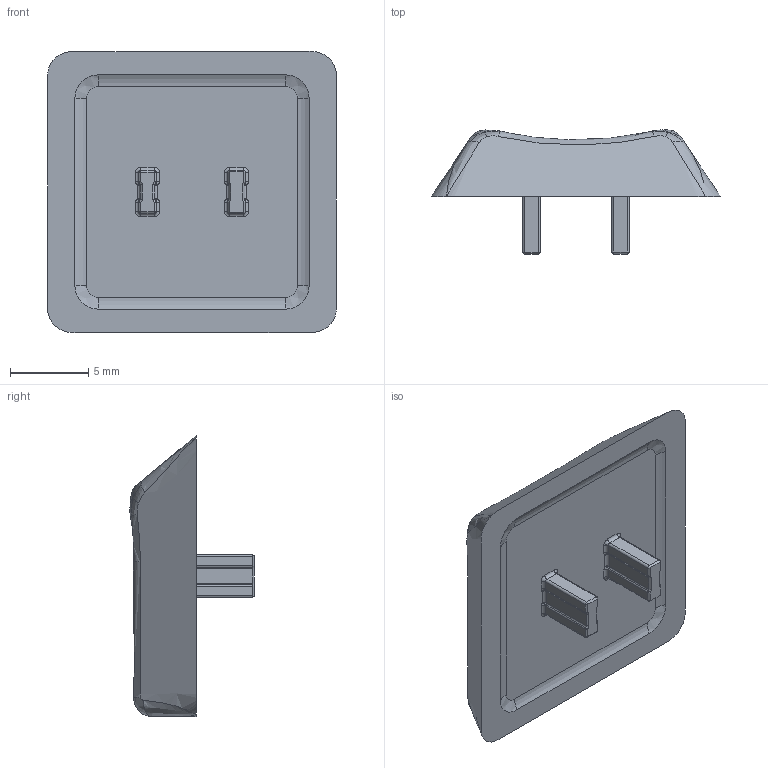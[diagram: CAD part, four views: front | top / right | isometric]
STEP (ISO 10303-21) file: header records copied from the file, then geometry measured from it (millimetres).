
FILE_DESCRIPTION(/* description */ (''),/* implementation_level */ '2;1');
FILE_NAME(/* name */ 'skc03-ino-choc-arrow.step',/* time_stamp */ '2022-08-21T08:44:28+09:00',/* author */ (''),/* organization */ (''),/* preprocessor_version */ 'ST-DEVELOPER v19',/* originating_system */ 'Autodesk Translation Framework v11.7.0.108',/* authorisation */ '');
FILE_SCHEMA (('AUTOMOTIVE_DESIGN { 1 0 10303 214 3 1 1 }'));
Length unit declared in the file: millimetre
Products named in the file (3): keycap_choc_arrow; stem; top
Assembly tree (2 placements, depth 2):
  keycap_choc_arrow
    stem
    top
Bounding box: 18.5 x 7.95 x 18 mm (x, y, z)
Volume: 920.6 mm3; surface area: 882.4 mm2
Topology: 3 solids, 3 shells, 164 faces, 385 edges, 216 vertices
Faces by surface type: cylinder 45, bspline 40, plane 38, cone 24, torus 16, sphere 1
Entity records: 6598 total; most frequent: CARTESIAN_POINT 3024, ORIENTED_EDGE 746, DIRECTION 704, EDGE_CURVE 373, AXIS2_PLACEMENT_3D 276, VERTEX_POINT 216, EDGE_LOOP 165, FACE_OUTER_BOUND 164
